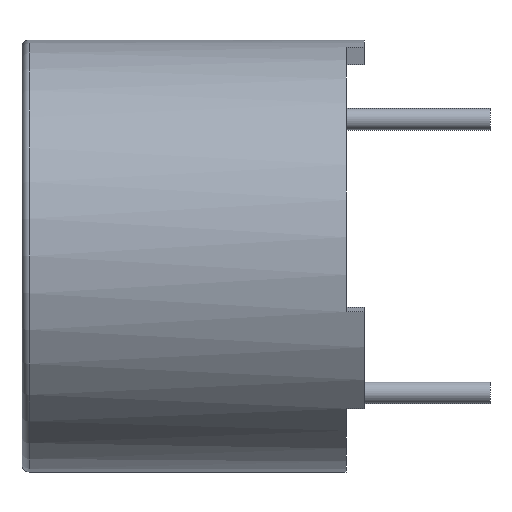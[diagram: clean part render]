
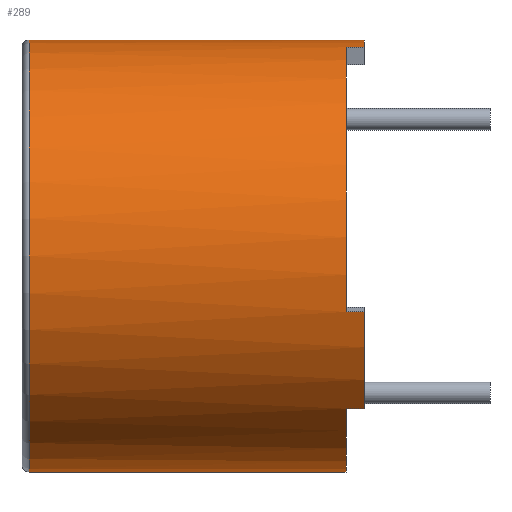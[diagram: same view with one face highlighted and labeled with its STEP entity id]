
A CAD part, left-side view. The second image highlights one B-rep face of the part: STEP entity #289.
In plain terms, the highlighted cylindrical face has radius 6 mm (diameter 12 mm), a partial arc.
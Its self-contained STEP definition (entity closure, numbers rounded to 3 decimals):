
#11 = EDGE_CURVE ( 'NONE', #146, #697, #1072, .T. ) ;
#20 = AXIS2_PLACEMENT_3D ( 'NONE', #885, #266, #987 ) ;
#48 = DIRECTION ( 'NONE',  ( 0., -1., 0. ) ) ;
#55 = DIRECTION ( 'NONE',  ( 0., 1., 0. ) ) ;
#74 = CARTESIAN_POINT ( 'NONE',  ( 0., -0.5, 6. ) ) ;
#109 = DIRECTION ( 'NONE',  ( 0., 1., 0. ) ) ;
#128 = VECTOR ( 'NONE', #804, 1000. ) ;
#139 = DIRECTION ( 'NONE',  ( 0., -1., 0. ) ) ;
#146 = VERTEX_POINT ( 'NONE', #637 ) ;
#153 = ORIENTED_EDGE ( 'NONE', *, *, #1063, .F. ) ;
#166 = AXIS2_PLACEMENT_3D ( 'NONE', #685, #48, #787 ) ;
#190 = VERTEX_POINT ( 'NONE', #1198 ) ;
#198 = VECTOR ( 'NONE', #109, 1000. ) ;
#209 = VERTEX_POINT ( 'NONE', #1088 ) ;
#221 = FACE_OUTER_BOUND ( 'NONE', #1058, .T. ) ;
#256 = VERTEX_POINT ( 'NONE', #600 ) ;
#266 = DIRECTION ( 'NONE',  ( 0., -1., 0. ) ) ;
#271 = EDGE_CURVE ( 'NONE', #1365, #697, #749, .T. ) ;
#273 = DIRECTION ( 'NONE',  ( 0., -1., 0. ) ) ;
#289 = ADVANCED_FACE ( 'NONE', ( #221 ), #889, .T. ) ;
#314 = ORIENTED_EDGE ( 'NONE', *, *, #561, .F. ) ;
#316 = AXIS2_PLACEMENT_3D ( 'NONE', #689, #55, #796 ) ;
#322 = CIRCLE ( 'NONE', #838, 6. ) ;
#355 = DIRECTION ( 'NONE',  ( 0., 1., 0. ) ) ;
#356 = ORIENTED_EDGE ( 'NONE', *, *, #596, .T. ) ;
#471 = VECTOR ( 'NONE', #355, 1000. ) ;
#476 = CARTESIAN_POINT ( 'NONE',  ( 0., -0.5, 0. ) ) ;
#488 = VERTEX_POINT ( 'NONE', #1009 ) ;
#507 = VERTEX_POINT ( 'NONE', #74 ) ;
#514 = EDGE_CURVE ( 'NONE', #724, #209, #1218, .T. ) ;
#561 = EDGE_CURVE ( 'NONE', #507, #1365, #1313, .T. ) ;
#567 = CARTESIAN_POINT ( 'NONE',  ( 0., 9., 0. ) ) ;
#571 = DIRECTION ( 'NONE',  ( 0., 0., -1. ) ) ;
#573 = ORIENTED_EDGE ( 'NONE', *, *, #623, .T. ) ;
#575 = LINE ( 'NONE', #835, #1089 ) ;
#580 = AXIS2_PLACEMENT_3D ( 'NONE', #567, #139, #571 ) ;
#583 = DIRECTION ( 'NONE',  ( 0., 0., -1. ) ) ;
#591 = CARTESIAN_POINT ( 'NONE',  ( 0., 9., 6. ) ) ;
#595 = CARTESIAN_POINT ( 'NONE',  ( 0., 9., -6. ) ) ;
#596 = EDGE_CURVE ( 'NONE', #190, #1025, #900, .T. ) ;
#600 = CARTESIAN_POINT ( 'NONE',  ( -5.796, -0.5, -1.553 ) ) ;
#614 = DIRECTION ( 'NONE',  ( 0., 0., 1. ) ) ;
#623 = EDGE_CURVE ( 'NONE', #209, #190, #964, .T. ) ;
#637 = CARTESIAN_POINT ( 'NONE',  ( -5.796, 0., -1.553 ) ) ;
#685 = CARTESIAN_POINT ( 'NONE',  ( 0., -0.5, 0. ) ) ;
#689 = CARTESIAN_POINT ( 'NONE',  ( 0., 0., 0. ) ) ;
#697 = VERTEX_POINT ( 'NONE', #707 ) ;
#707 = CARTESIAN_POINT ( 'NONE',  ( -1.553, 0., 5.796 ) ) ;
#724 = VERTEX_POINT ( 'NONE', #1033 ) ;
#730 = DIRECTION ( 'NONE',  ( 0., 1., 0. ) ) ;
#740 = CARTESIAN_POINT ( 'NONE',  ( -5.796, -0.5, -1.553 ) ) ;
#744 = ORIENTED_EDGE ( 'NONE', *, *, #783, .F. ) ;
#749 = LINE ( 'NONE', #871, #471 ) ;
#783 = EDGE_CURVE ( 'NONE', #488, #1025, #575, .T. ) ;
#787 = DIRECTION ( 'NONE',  ( 0., 0., -1. ) ) ;
#794 = ORIENTED_EDGE ( 'NONE', *, *, #11, .T. ) ;
#796 = DIRECTION ( 'NONE',  ( 0., 0., 1. ) ) ;
#804 = DIRECTION ( 'NONE',  ( 0., -1., 0. ) ) ;
#818 = ORIENTED_EDGE ( 'NONE', *, *, #271, .F. ) ;
#835 = CARTESIAN_POINT ( 'NONE',  ( -4.243, -0.5, -4.243 ) ) ;
#838 = AXIS2_PLACEMENT_3D ( 'NONE', #476, #1206, #583 ) ;
#846 = CARTESIAN_POINT ( 'NONE',  ( -1.553, -0.5, 5.796 ) ) ;
#871 = CARTESIAN_POINT ( 'NONE',  ( -1.553, -0.5, 5.796 ) ) ;
#885 = CARTESIAN_POINT ( 'NONE',  ( 0., 8.8, 0. ) ) ;
#889 = CYLINDRICAL_SURFACE ( 'NONE', #580, 6. ) ;
#900 = CIRCLE ( 'NONE', #316, 6. ) ;
#927 = CARTESIAN_POINT ( 'NONE',  ( 0., 0., 0. ) ) ;
#964 = LINE ( 'NONE', #595, #128 ) ;
#987 = DIRECTION ( 'NONE',  ( 0., 0., 1. ) ) ;
#991 = LINE ( 'NONE', #740, #198 ) ;
#1001 = ORIENTED_EDGE ( 'NONE', *, *, #514, .T. ) ;
#1003 = ORIENTED_EDGE ( 'NONE', *, *, #1355, .T. ) ;
#1009 = CARTESIAN_POINT ( 'NONE',  ( -4.243, -0.5, -4.243 ) ) ;
#1025 = VERTEX_POINT ( 'NONE', #1194 ) ;
#1033 = CARTESIAN_POINT ( 'NONE',  ( 0., 8.8, 6. ) ) ;
#1051 = VECTOR ( 'NONE', #273, 1000. ) ;
#1058 = EDGE_LOOP ( 'NONE', ( #1341, #1001, #573, #356, #744, #153, #1003, #794, #818, #314 ) ) ;
#1063 = EDGE_CURVE ( 'NONE', #256, #488, #322, .T. ) ;
#1072 = CIRCLE ( 'NONE', #1117, 6. ) ;
#1088 = CARTESIAN_POINT ( 'NONE',  ( 0., 8.8, -6. ) ) ;
#1089 = VECTOR ( 'NONE', #730, 1000. ) ;
#1117 = AXIS2_PLACEMENT_3D ( 'NONE', #927, #1351, #614 ) ;
#1165 = EDGE_CURVE ( 'NONE', #724, #507, #1338, .T. ) ;
#1194 = CARTESIAN_POINT ( 'NONE',  ( -4.243, 0., -4.243 ) ) ;
#1198 = CARTESIAN_POINT ( 'NONE',  ( 0., 0., -6. ) ) ;
#1206 = DIRECTION ( 'NONE',  ( 0., -1., 0. ) ) ;
#1218 = CIRCLE ( 'NONE', #20, 6. ) ;
#1313 = CIRCLE ( 'NONE', #166, 6. ) ;
#1338 = LINE ( 'NONE', #591, #1051 ) ;
#1341 = ORIENTED_EDGE ( 'NONE', *, *, #1165, .F. ) ;
#1351 = DIRECTION ( 'NONE',  ( 0., 1., 0. ) ) ;
#1355 = EDGE_CURVE ( 'NONE', #256, #146, #991, .T. ) ;
#1365 = VERTEX_POINT ( 'NONE', #846 ) ;
